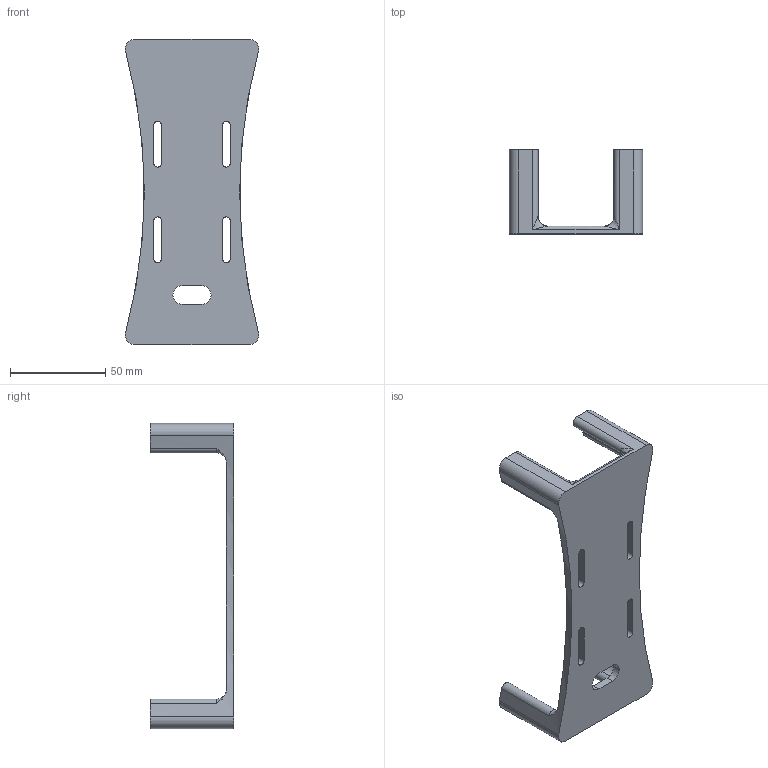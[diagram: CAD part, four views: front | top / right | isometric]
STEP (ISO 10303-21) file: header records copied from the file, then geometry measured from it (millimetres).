
FILE_DESCRIPTION(/* description */ (''),/* implementation_level */ '2;1');
FILE_NAME(/* name */ '2.stp',/* time_stamp */ '2025-03-29T18:01:38+01:00',/* author */ ('micha'),/* organization */ (''),/* preprocessor_version */ 'ST-DEVELOPER v19',/* originating_system */ 'Autodesk Inventor 2023',/* authorisation */ '');
FILE_SCHEMA (('AUTOMOTIVE_DESIGN { 1 0 10303 214 3 1 1 }'));
Length unit declared in the file: millimetre
Products named in the file (1): 2
Bounding box: 69.98 x 44 x 160 mm (x, y, z)
Volume: 57952.5 mm3; surface area: 28738 mm2
Topology: 1 solids, 1 shells, 72 faces, 194 edges, 120 vertices
Faces by surface type: cylinder 34, plane 18, torus 8, bspline 8, cone 4
Full cylindrical faces by diameter (mm): 3 x4
Entity records: 2661 total; most frequent: CARTESIAN_POINT 803, DIRECTION 396, ORIENTED_EDGE 372, EDGE_CURVE 186, AXIS2_PLACEMENT_3D 157, VERTEX_POINT 120, CIRCLE 92, EDGE_LOOP 86
